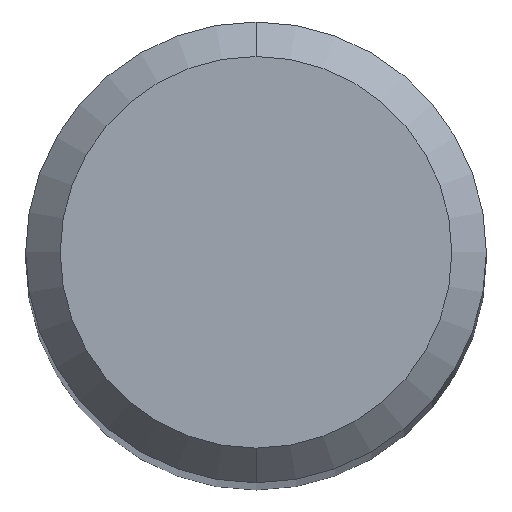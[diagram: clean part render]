
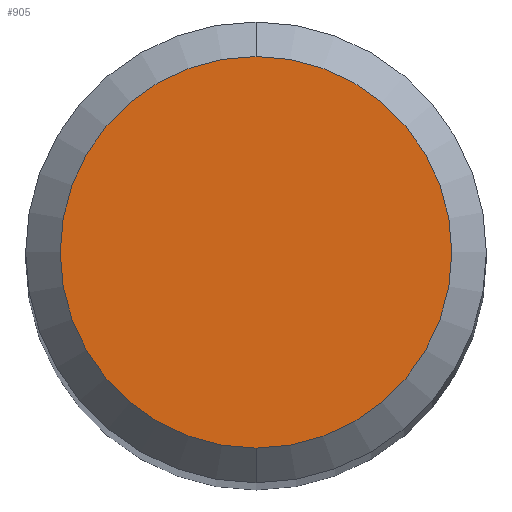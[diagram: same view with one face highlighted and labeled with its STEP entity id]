
A CAD part, top view. The second image highlights one B-rep face of the part: STEP entity #905.
In plain terms, the highlighted planar face has unit normal (0, 0, 1).
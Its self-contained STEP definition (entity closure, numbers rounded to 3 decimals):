
#515=EDGE_CURVE('',#581,#825,#1203,.T.);
#581=VERTEX_POINT('',#1271);
#825=VERTEX_POINT('',#1536);
#905=ADVANCED_FACE('',(#1622),#1623,.T.);
#979=EDGE_CURVE('',#825,#581,#1700,.T.);
#1203=CIRCLE('',#2363,1.7);
#1271=CARTESIAN_POINT('',(0.0,1.7,0.0));
#1536=CARTESIAN_POINT('',(0.,-1.7,0.0));
#1622=FACE_OUTER_BOUND('',#4088,.T.);
#1623=PLANE('',#4089);
#1700=CIRCLE('',#4365,1.7);
#2363=AXIS2_PLACEMENT_3D('',#4798,#4799,#4800);
#4088=EDGE_LOOP('',(#5183,#5184));
#4089=AXIS2_PLACEMENT_3D('',#5185,#5186,#5187);
#4365=AXIS2_PLACEMENT_3D('',#5239,#5240,#5241);
#4798=CARTESIAN_POINT('',(0.0,0.0,0.0));
#4799=DIRECTION('',(0.0,0.0,-1.0));
#4800=DIRECTION('',(0.0,1.0,0.0));
#5183=ORIENTED_EDGE('',*,*,#515,.F.);
#5184=ORIENTED_EDGE('',*,*,#979,.F.);
#5185=CARTESIAN_POINT('',(0.0,0.85,0.0));
#5186=DIRECTION('',(-0.0,0.0,1.0));
#5187=DIRECTION('',(0.0,-1.0,0.0));
#5239=CARTESIAN_POINT('',(0.0,0.0,0.0));
#5240=DIRECTION('',(0.0,0.0,-1.0));
#5241=DIRECTION('',(0.0,1.0,0.0));
